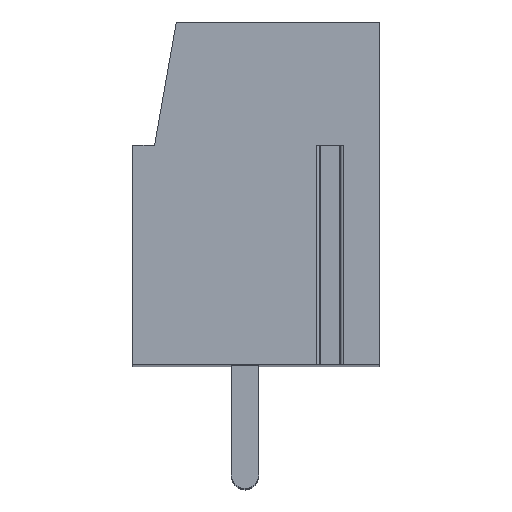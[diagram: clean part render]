
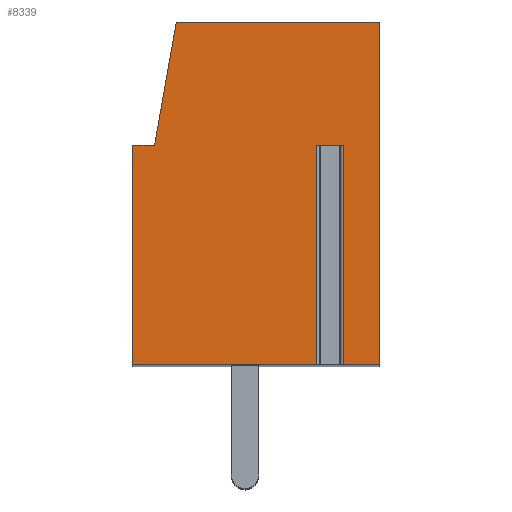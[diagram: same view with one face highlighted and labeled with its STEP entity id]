
A CAD part, top view. The second image highlights one B-rep face of the part: STEP entity #8339.
In plain terms, the highlighted planar face has unit normal (0, 0, 1).
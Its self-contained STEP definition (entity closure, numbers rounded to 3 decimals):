
#277=DIRECTION('',(-1.,0.,0.));
#278=VECTOR('',#277,0.958);
#279=CARTESIAN_POINT('',(3.179,1.75,32.5));
#280=LINE('',#279,#278);
#281=DIRECTION('',(0.,-1.,0.));
#282=VECTOR('',#281,8.);
#283=CARTESIAN_POINT('',(2.221,1.75,32.5));
#284=LINE('',#283,#282);
#285=DIRECTION('',(1.,0.,0.));
#286=VECTOR('',#285,6.721);
#287=CARTESIAN_POINT('',(-4.5,-6.25,32.5));
#288=LINE('',#287,#286);
#289=DIRECTION('',(0.,-1.,0.));
#290=VECTOR('',#289,8.);
#291=CARTESIAN_POINT('',(-4.5,1.75,32.5));
#292=LINE('',#291,#290);
#293=DIRECTION('',(-1.,0.,0.));
#294=VECTOR('',#293,0.8);
#295=CARTESIAN_POINT('',(-3.7,1.75,32.5));
#296=LINE('',#295,#294);
#297=DIRECTION('',(-0.174,-0.985,0.));
#298=VECTOR('',#297,4.569);
#299=CARTESIAN_POINT('',(-2.907,6.25,32.5));
#300=LINE('',#299,#298);
#301=DIRECTION('',(-1.,0.,0.));
#302=VECTOR('',#301,7.407);
#303=CARTESIAN_POINT('',(4.5,6.25,32.5));
#304=LINE('',#303,#302);
#305=DIRECTION('',(0.,1.,0.));
#306=VECTOR('',#305,12.5);
#307=CARTESIAN_POINT('',(4.5,-6.25,32.5));
#308=LINE('',#307,#306);
#309=DIRECTION('',(1.,0.,0.));
#310=VECTOR('',#309,1.321);
#311=CARTESIAN_POINT('',(3.179,-6.25,32.5));
#312=LINE('',#311,#310);
#313=DIRECTION('',(0.,-1.,0.));
#314=VECTOR('',#313,8.);
#315=CARTESIAN_POINT('',(3.179,1.75,32.5));
#316=LINE('',#315,#314);
#6325=CARTESIAN_POINT('',(4.5,-6.25,32.5));
#6326=CARTESIAN_POINT('',(4.5,6.25,32.5));
#6327=VERTEX_POINT('',#6325);
#6328=VERTEX_POINT('',#6326);
#6329=CARTESIAN_POINT('',(-2.907,6.25,32.5));
#6330=VERTEX_POINT('',#6329);
#6331=CARTESIAN_POINT('',(-3.7,1.75,32.5));
#6332=VERTEX_POINT('',#6331);
#6333=CARTESIAN_POINT('',(-4.5,1.75,32.5));
#6334=VERTEX_POINT('',#6333);
#6335=CARTESIAN_POINT('',(-4.5,-6.25,32.5));
#6336=VERTEX_POINT('',#6335);
#6381=CARTESIAN_POINT('',(3.179,1.75,32.5));
#6382=CARTESIAN_POINT('',(2.221,1.75,32.5));
#6383=VERTEX_POINT('',#6381);
#6384=VERTEX_POINT('',#6382);
#6385=CARTESIAN_POINT('',(3.179,-6.25,32.5));
#6386=VERTEX_POINT('',#6385);
#6387=CARTESIAN_POINT('',(2.221,-6.25,32.5));
#6388=VERTEX_POINT('',#6387);
#8315=CARTESIAN_POINT('',(0.,0.,32.5));
#8316=DIRECTION('',(0.,0.,1.));
#8317=DIRECTION('',(1.,0.,0.));
#8318=AXIS2_PLACEMENT_3D('',#8315,#8316,#8317);
#8319=PLANE('',#8318);
#8321=ORIENTED_EDGE('',*,*,#8320,.T.);
#8322=ORIENTED_EDGE('',*,*,#8306,.T.);
#8323=ORIENTED_EDGE('',*,*,#8177,.F.);
#8325=ORIENTED_EDGE('',*,*,#8324,.F.);
#8327=ORIENTED_EDGE('',*,*,#8326,.F.);
#8329=ORIENTED_EDGE('',*,*,#8328,.F.);
#8331=ORIENTED_EDGE('',*,*,#8330,.F.);
#8333=ORIENTED_EDGE('',*,*,#8332,.F.);
#8334=ORIENTED_EDGE('',*,*,#8156,.F.);
#8336=ORIENTED_EDGE('',*,*,#8335,.F.);
#8337=EDGE_LOOP('',(#8321,#8322,#8323,#8325,#8327,#8329,#8331,#8333,#8334,
#8336));
#8338=FACE_OUTER_BOUND('',#8337,.F.);
#8156=EDGE_CURVE('',#6386,#6327,#312,.T.);
#8177=EDGE_CURVE('',#6336,#6388,#288,.T.);
#8306=EDGE_CURVE('',#6384,#6388,#284,.T.);
#8320=EDGE_CURVE('',#6383,#6384,#280,.T.);
#8324=EDGE_CURVE('',#6334,#6336,#292,.T.);
#8326=EDGE_CURVE('',#6332,#6334,#296,.T.);
#8328=EDGE_CURVE('',#6330,#6332,#300,.T.);
#8330=EDGE_CURVE('',#6328,#6330,#304,.T.);
#8332=EDGE_CURVE('',#6327,#6328,#308,.T.);
#8335=EDGE_CURVE('',#6383,#6386,#316,.T.);
#8339=ADVANCED_FACE('',(#8338),#8319,.T.);
